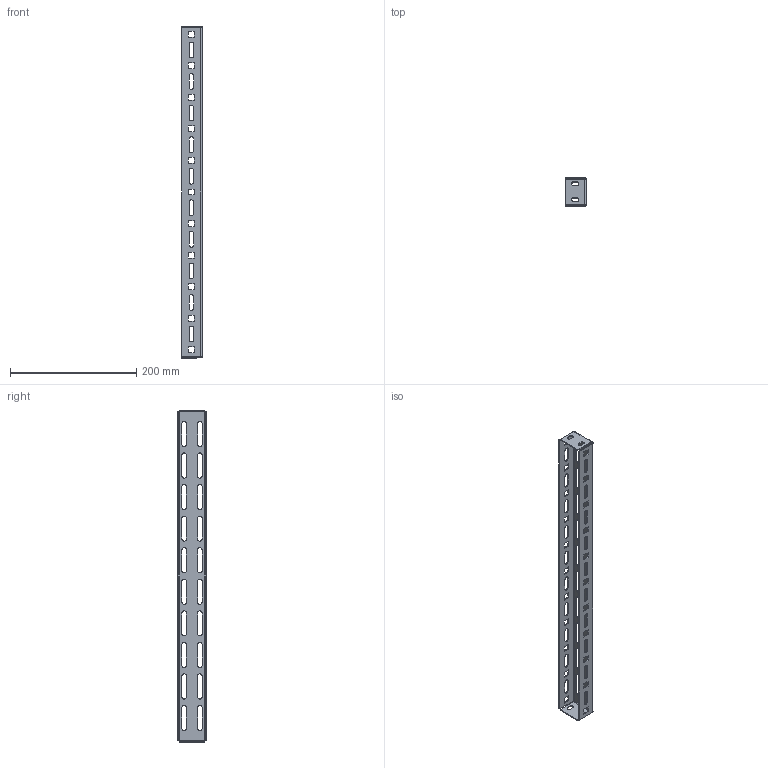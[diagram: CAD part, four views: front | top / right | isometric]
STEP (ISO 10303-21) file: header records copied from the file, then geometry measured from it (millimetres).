
FILE_DESCRIPTION (( 'STEP AP203' ), '1' );
FILE_NAME ('Ïîïåðå÷íàÿ ðåéêà ñïåöèàëüíàÿ FORD äëÿ êðåïëåíèÿ ê âåðòèêàëüíûì ðåéêàì äëÿ êîðïóñà øèðèíîé 600 (4øò.) EKF PROxima.STEP', '2020-10-26T06:52:44', ( '' ), ( '' ), 'SwSTEP 2.0', 'SolidWorks 2019', '' );
FILE_SCHEMA (( 'CONFIG_CONTROL_DESIGN' ));
Length unit declared in the file: millimetre
Products named in the file (1): Ïîïåðå÷íàÿ ðåéêà ñïåöèàëüíàÿ FORD äëÿ êðåïëåíèÿ ê âåðòèêàëüíûì ðåéêàì äëÿ êîðïóñà øèðèíîé 600 (4øò.) EKF PROxima
Bounding box: 33 x 45 x 526 mm (x, y, z)
Volume: 70826.5 mm3; surface area: 102333.3 mm2
Topology: 1 solids, 1 shells, 326 faces, 940 edges, 616 vertices
Faces by surface type: plane 206, cylinder 120
Entity records: 11009 total; most frequent: CARTESIAN_POINT 1883, ORIENTED_EDGE 1880, DIRECTION 1834, EDGE_CURVE 940, VECTOR 700, LINE 700, VERTEX_POINT 616, AXIS2_PLACEMENT_3D 567
